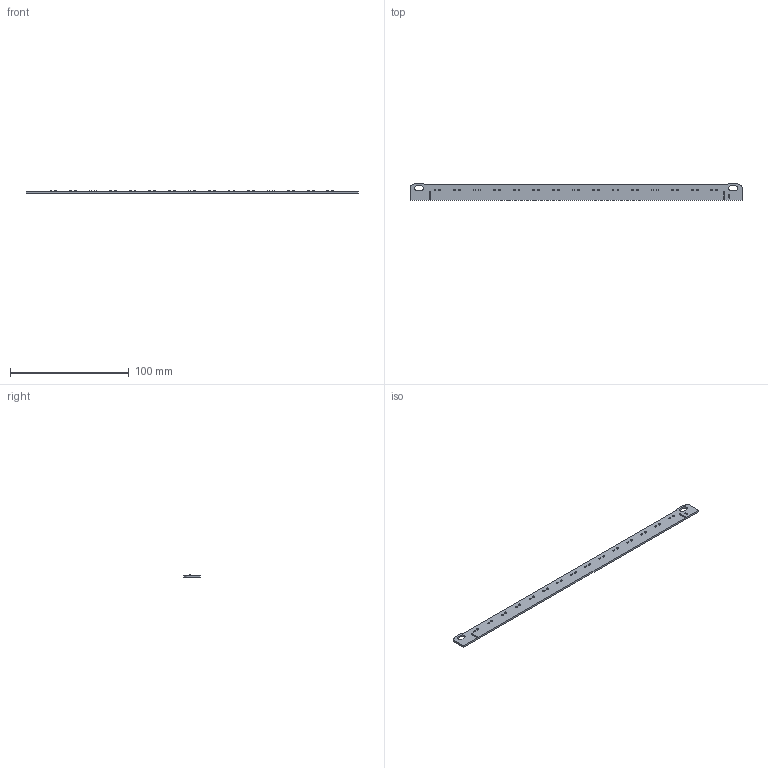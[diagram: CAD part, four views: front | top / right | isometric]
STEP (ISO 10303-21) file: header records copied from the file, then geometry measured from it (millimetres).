
FILE_DESCRIPTION(('KiCad electronic assembly'),'2;1');
FILE_NAME('FInside.step','2019-05-04T01:19:24',('An Author'),( 'A Company'),'Open CASCADE STEP processor 6.9', 'KiCad to STEP converter','Unknown');
FILE_SCHEMA(('AUTOMOTIVE_DESIGN { 1 0 10303 214 1 1 1 1 }'));
Length unit declared in the file: millimetre
Products named in the file (7): Open CASCADE STEP translator 6.9 1; LED_WS2812_PLCC6_5.0x5.0mm_P1.6mm; R_0603_1608Metric; SOLID; C_0603_1608Metric; COMPOUND
Assembly tree (48 placements, depth 3):
  Open CASCADE STEP translator 6.9 1
    LED_WS2812_PLCC6_5.0x5.0mm_P1.6mm  x15
    R_0603_1608Metric  x15
      SOLID
    C_0603_1608Metric  x15
      SOLID
    COMPOUND
Bounding box: 279.72 x 14.25 x 2.45 mm (x, y, z)
Volume: 5789.6 mm3; surface area: 8425.9 mm2
Topology: 31 solids, 31 shells, 900 faces, 2364 edges, 1556 vertices
Faces by surface type: plane 590, cylinder 310
Full cylindrical faces by diameter (mm): 1 x10
Entity records: 10809 total; most frequent: CARTESIAN_POINT 1793, DIRECTION 1638, LINE 1092, VECTOR 1092, ORIENTED_EDGE 808, PCURVE 808, DEFINITIONAL_REPRESENTATION 808, EDGE_CURVE 404
